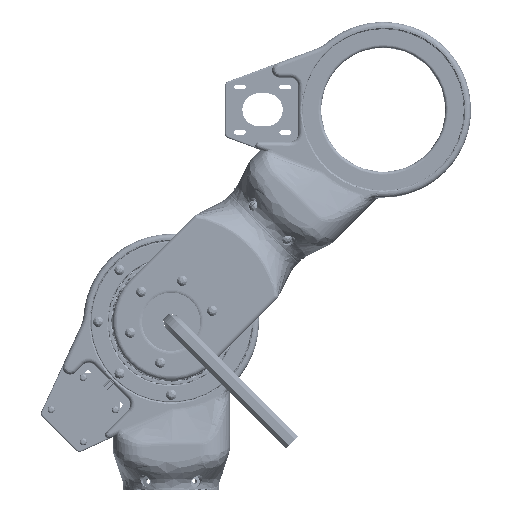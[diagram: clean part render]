
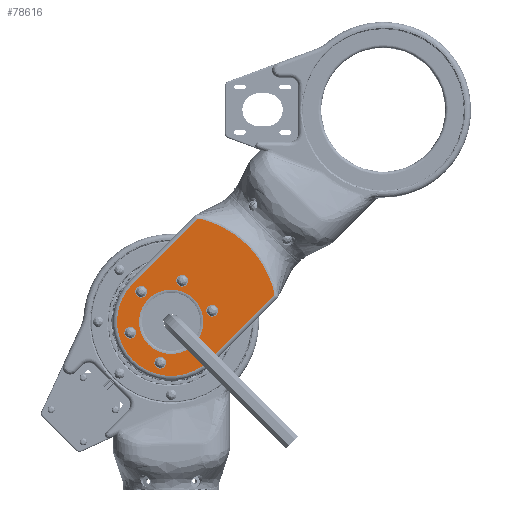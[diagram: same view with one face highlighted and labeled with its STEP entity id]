
A CAD part, front view. The second image highlights one B-rep face of the part: STEP entity #78616.
In plain terms, the highlighted face is planar.
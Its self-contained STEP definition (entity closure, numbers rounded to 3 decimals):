
#4715=B_SPLINE_CURVE_WITH_KNOTS('',3,(#160712,#160713,#160714,#160715),
 .UNSPECIFIED.,.F.,.F.,(4,4),(0.,0.539),.UNSPECIFIED.);
#4716=B_SPLINE_CURVE_WITH_KNOTS('',3,(#160717,#160718,#160719,#160720,#160721,
#160722,#160723),.UNSPECIFIED.,.F.,.F.,(4,1,1,1,4),(-6.847,-4.891,
-2.934,-1.956,0.),.UNSPECIFIED.);
#4717=B_SPLINE_CURVE_WITH_KNOTS('',3,(#160724,#160725,#160726,#160727),
 .UNSPECIFIED.,.F.,.F.,(4,4),(0.314,0.853),
 .UNSPECIFIED.);
#5674=FACE_BOUND('',#15278,.T.);
#5675=FACE_BOUND('',#15279,.T.);
#5676=FACE_BOUND('',#15280,.T.);
#5677=FACE_BOUND('',#15281,.T.);
#5678=FACE_BOUND('',#15282,.T.);
#5679=FACE_BOUND('',#15283,.T.);
#5680=FACE_BOUND('',#15284,.T.);
#6532=PLANE('',#85771);
#10425=FACE_OUTER_BOUND('',#15277,.T.);
#15277=EDGE_LOOP('',(#66969,#66970,#66971,#66972,#66973,#66974));
#15278=EDGE_LOOP('',(#66975));
#15279=EDGE_LOOP('',(#66976));
#15280=EDGE_LOOP('',(#66977));
#15281=EDGE_LOOP('',(#66978));
#15282=EDGE_LOOP('',(#66979));
#15283=EDGE_LOOP('',(#66980));
#15284=EDGE_LOOP('',(#66981));
#20042=LINE('',#160706,#24948);
#20043=LINE('',#160710,#24949);
#24948=VECTOR('',#102146,10.);
#24949=VECTOR('',#102149,10.);
#29745=CIRCLE('',#85764,22.);
#29751=CIRCLE('',#85772,37.);
#29752=CIRCLE('',#85773,4.);
#29753=CIRCLE('',#85774,4.);
#29754=CIRCLE('',#85775,4.);
#29755=CIRCLE('',#85776,4.);
#29756=CIRCLE('',#85777,4.);
#29757=CIRCLE('',#85778,4.);
#36544=VERTEX_POINT('',#160690);
#36549=VERTEX_POINT('',#160704);
#36550=VERTEX_POINT('',#160705);
#36551=VERTEX_POINT('',#160707);
#36552=VERTEX_POINT('',#160709);
#36553=VERTEX_POINT('',#160711);
#36554=VERTEX_POINT('',#160716);
#36555=VERTEX_POINT('',#160728);
#36556=VERTEX_POINT('',#160730);
#36557=VERTEX_POINT('',#160732);
#36558=VERTEX_POINT('',#160734);
#36559=VERTEX_POINT('',#160736);
#36560=VERTEX_POINT('',#160738);
#47046=EDGE_CURVE('',#36544,#36544,#29745,.T.);
#47053=EDGE_CURVE('',#36549,#36550,#20042,.T.);
#47054=EDGE_CURVE('',#36551,#36549,#29751,.T.);
#47055=EDGE_CURVE('',#36552,#36551,#20043,.T.);
#47056=EDGE_CURVE('',#36553,#36552,#4715,.T.);
#47057=EDGE_CURVE('',#36554,#36553,#4716,.T.);
#47058=EDGE_CURVE('',#36550,#36554,#4717,.T.);
#47059=EDGE_CURVE('',#36555,#36555,#29752,.T.);
#47060=EDGE_CURVE('',#36556,#36556,#29753,.T.);
#47061=EDGE_CURVE('',#36557,#36557,#29754,.T.);
#47062=EDGE_CURVE('',#36558,#36558,#29755,.T.);
#47063=EDGE_CURVE('',#36559,#36559,#29756,.T.);
#47064=EDGE_CURVE('',#36560,#36560,#29757,.T.);
#66969=ORIENTED_EDGE('',*,*,#47053,.F.);
#66970=ORIENTED_EDGE('',*,*,#47054,.F.);
#66971=ORIENTED_EDGE('',*,*,#47055,.F.);
#66972=ORIENTED_EDGE('',*,*,#47056,.F.);
#66973=ORIENTED_EDGE('',*,*,#47057,.F.);
#66974=ORIENTED_EDGE('',*,*,#47058,.F.);
#66975=ORIENTED_EDGE('',*,*,#47059,.T.);
#66976=ORIENTED_EDGE('',*,*,#47060,.T.);
#66977=ORIENTED_EDGE('',*,*,#47061,.T.);
#66978=ORIENTED_EDGE('',*,*,#47062,.T.);
#66979=ORIENTED_EDGE('',*,*,#47063,.T.);
#66980=ORIENTED_EDGE('',*,*,#47064,.T.);
#66981=ORIENTED_EDGE('',*,*,#47046,.F.);
#78616=ADVANCED_FACE('',(#10425,#5674,#5675,#5676,#5677,#5678,#5679,#5680),
#6532,.T.);
#85764=AXIS2_PLACEMENT_3D('',#160691,#102129,#102130);
#85771=AXIS2_PLACEMENT_3D('',#160703,#102144,#102145);
#85772=AXIS2_PLACEMENT_3D('',#160708,#102147,#102148);
#85773=AXIS2_PLACEMENT_3D('',#160729,#102150,#102151);
#85774=AXIS2_PLACEMENT_3D('',#160731,#102152,#102153);
#85775=AXIS2_PLACEMENT_3D('',#160733,#102154,#102155);
#85776=AXIS2_PLACEMENT_3D('',#160735,#102156,#102157);
#85777=AXIS2_PLACEMENT_3D('',#160737,#102158,#102159);
#85778=AXIS2_PLACEMENT_3D('',#160739,#102160,#102161);
#102129=DIRECTION('center_axis',(0.,1.,0.));
#102130=DIRECTION('ref_axis',(1.,0.,0.));
#102144=DIRECTION('center_axis',(0.,1.,0.));
#102145=DIRECTION('ref_axis',(-1.,0.,0.));
#102146=DIRECTION('',(1.,0.,0.));
#102147=DIRECTION('center_axis',(0.,-1.,0.));
#102148=DIRECTION('ref_axis',(-1.,0.,0.));
#102149=DIRECTION('',(-1.,0.,0.));
#102150=DIRECTION('center_axis',(0.,-1.,0.));
#102151=DIRECTION('ref_axis',(-0.866,0.,-0.5));
#102152=DIRECTION('center_axis',(0.,-1.,0.));
#102153=DIRECTION('ref_axis',(-0.866,0.,0.5));
#102154=DIRECTION('center_axis',(0.,-1.,0.));
#102155=DIRECTION('ref_axis',(0.,0.,1.));
#102156=DIRECTION('center_axis',(0.,-1.,0.));
#102157=DIRECTION('ref_axis',(0.866,0.,0.5));
#102158=DIRECTION('center_axis',(0.,-1.,0.));
#102159=DIRECTION('ref_axis',(0.866,0.,-0.5));
#102160=DIRECTION('center_axis',(0.,-1.,0.));
#102161=DIRECTION('ref_axis',(0.,0.,-1.));
#160690=CARTESIAN_POINT('',(0.,6.,22.));
#160691=CARTESIAN_POINT('Origin',(0.,6.,0.));
#160703=CARTESIAN_POINT('Origin',(12.5,6.,0.));
#160704=CARTESIAN_POINT('',(0.,6.,-37.));
#160705=CARTESIAN_POINT('',(62.212,6.,-37.));
#160706=CARTESIAN_POINT('',(31.867,6.,-37.));
#160707=CARTESIAN_POINT('',(0.,6.,37.));
#160708=CARTESIAN_POINT('Origin',(0.,6.,0.));
#160709=CARTESIAN_POINT('',(62.212,6.,37.));
#160710=CARTESIAN_POINT('',(6.25,6.,37.));
#160711=CARTESIAN_POINT('',(65.611,6.,32.848));
#160712=CARTESIAN_POINT('Ctrl Pts',(65.611,6.,32.848));
#160713=CARTESIAN_POINT('Ctrl Pts',(64.761,6.,34.433));
#160714=CARTESIAN_POINT('Ctrl Pts',(63.564,6.,35.815));
#160715=CARTESIAN_POINT('Ctrl Pts',(62.212,6.,37.));
#160716=CARTESIAN_POINT('',(65.611,6.,-32.848));
#160717=CARTESIAN_POINT('Ctrl Pts',(65.611,6.,-32.848));
#160718=CARTESIAN_POINT('Ctrl Pts',(68.695,6.,-27.103));
#160719=CARTESIAN_POINT('Ctrl Pts',(73.282,6.,-14.758));
#160720=CARTESIAN_POINT('Ctrl Pts',(74.48,6.,1.668));
#160721=CARTESIAN_POINT('Ctrl Pts',(72.128,6.,17.844));
#160722=CARTESIAN_POINT('Ctrl Pts',(68.695,6.,27.103));
#160723=CARTESIAN_POINT('Ctrl Pts',(65.611,6.,32.848));
#160724=CARTESIAN_POINT('Ctrl Pts',(62.212,6.,-37.));
#160725=CARTESIAN_POINT('Ctrl Pts',(63.564,6.,-35.815));
#160726=CARTESIAN_POINT('Ctrl Pts',(64.761,6.,-34.433));
#160727=CARTESIAN_POINT('Ctrl Pts',(65.611,6.,-32.848));
#160728=CARTESIAN_POINT('',(-21.651,6.,-12.5));
#160729=CARTESIAN_POINT('Origin',(-25.115,6.,-14.5));
#160730=CARTESIAN_POINT('',(-21.651,6.,12.5));
#160731=CARTESIAN_POINT('Origin',(-25.115,6.,14.5));
#160732=CARTESIAN_POINT('',(0.,6.,25.));
#160733=CARTESIAN_POINT('Origin',(0.,6.,29.));
#160734=CARTESIAN_POINT('',(21.651,6.,12.5));
#160735=CARTESIAN_POINT('Origin',(25.115,6.,14.5));
#160736=CARTESIAN_POINT('',(21.651,6.,-12.5));
#160737=CARTESIAN_POINT('Origin',(25.115,6.,-14.5));
#160738=CARTESIAN_POINT('',(0.,6.,-25.));
#160739=CARTESIAN_POINT('Origin',(0.,6.,-29.));
